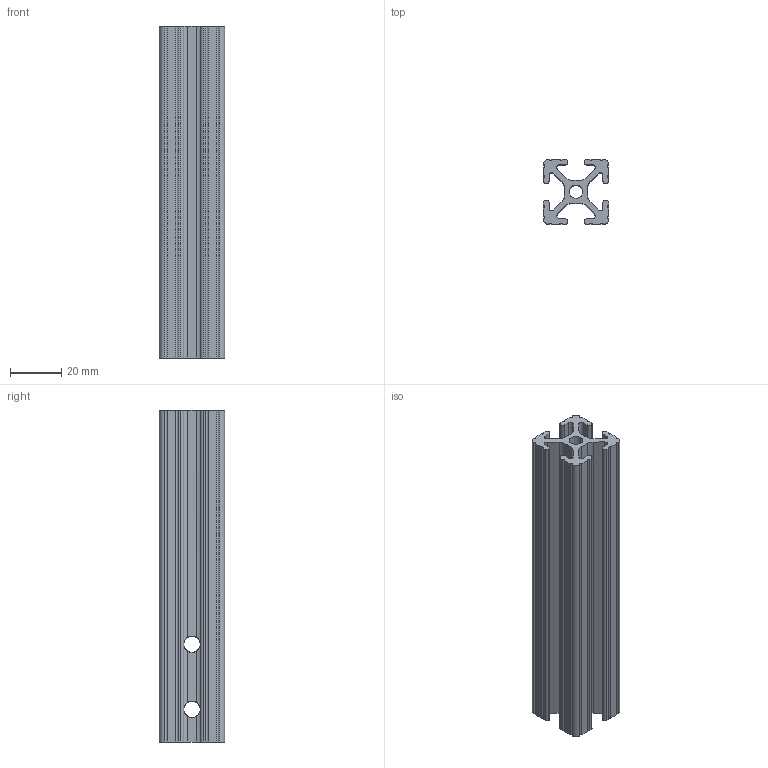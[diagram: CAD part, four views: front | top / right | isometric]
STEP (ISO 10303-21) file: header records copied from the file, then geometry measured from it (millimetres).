
FILE_DESCRIPTION (( 'STEP AP214' ), '1' );
FILE_NAME ('1x1 8020 Column^PrimaryAssembly.STEP', '2021-03-03T02:10:04', ( '' ), ( '' ), 'SwSTEP 2.0', 'SolidWorks 2020', '' );
FILE_SCHEMA (( 'AUTOMOTIVE_DESIGN' ));
Length unit declared in the file: inch
Products named in the file (1): 1x1 8020 Column^PrimaryAssembly
Bounding box: 25.4 x 25.4 x 129.31 mm (x, y, z)
Volume: 35893.9 mm3; surface area: 29437.4 mm2
Topology: 1 solids, 1 shells, 120 faces, 370 edges, 244 vertices
Faces by surface type: cylinder 70, plane 50
Entity records: 4622 total; most frequent: CARTESIAN_POINT 1159, ORIENTED_EDGE 740, DIRECTION 736, EDGE_CURVE 370, AXIS2_PLACEMENT_3D 261, VERTEX_POINT 244, LINE 214, VECTOR 214
